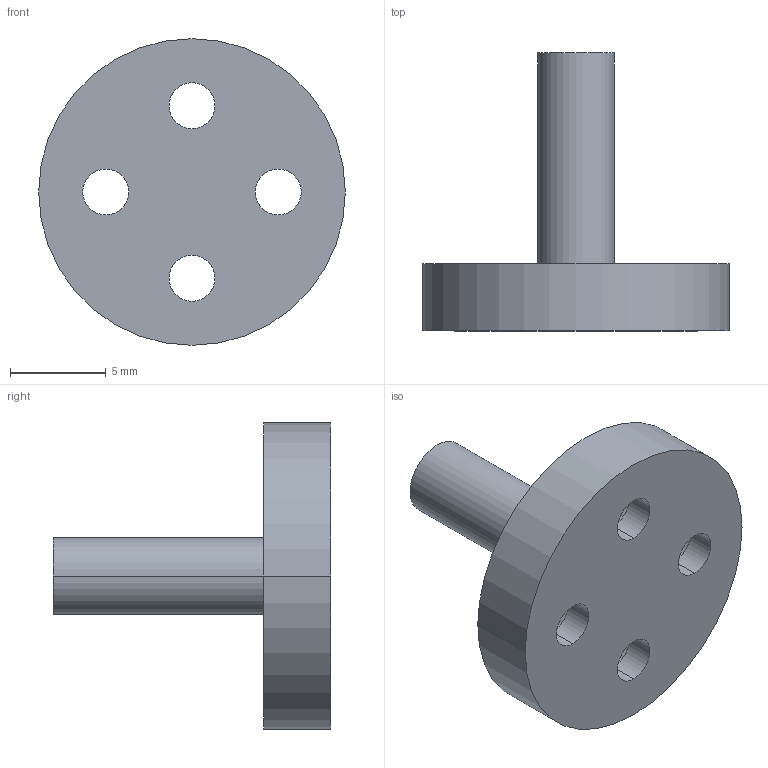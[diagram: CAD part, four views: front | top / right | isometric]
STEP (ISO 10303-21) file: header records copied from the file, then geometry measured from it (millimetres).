
FILE_DESCRIPTION (( 'STEP AP203' ), '1' );
FILE_NAME ('spinner_Default_sldprt.STEP', '2020-11-07T09:18:24', ( '' ), ( '' ), 'SwSTEP 2.0', 'SolidWorks 2018', '' );
FILE_SCHEMA (( 'CONFIG_CONTROL_DESIGN' ));
Length unit declared in the file: millimetre
Products named in the file (1): spinner_Default_sldprt
Bounding box: 16 x 14.5 x 16 mm (x, y, z)
Volume: 693.2 mm3; surface area: 835.9 mm2
Topology: 1 solids, 1 shells, 27 faces, 60 edges, 40 vertices
Faces by surface type: cylinder 20, plane 7
Entity records: 867 total; most frequent: DIRECTION 156, CARTESIAN_POINT 128, ORIENTED_EDGE 120, AXIS2_PLACEMENT_3D 68, EDGE_CURVE 60, VERTEX_POINT 40, CIRCLE 40, EDGE_LOOP 40
